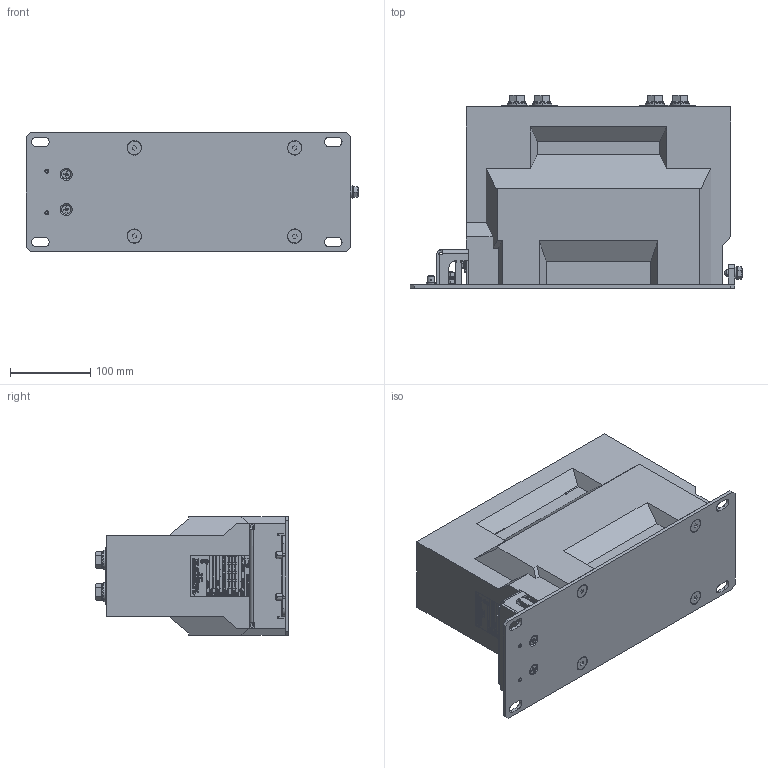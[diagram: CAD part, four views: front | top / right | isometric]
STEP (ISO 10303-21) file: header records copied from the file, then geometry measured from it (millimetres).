
FILE_DESCRIPTION (( 'STEP AP214' ), '1' );
FILE_NAME ('ﾒﾋﾊ-ﾑﾒ-10-18 (2000ﾀ).STEP', '2023-07-21T06:49:39', ( '' ), ( '' ), 'SwSTEP 2.0', 'SolidWorks 2014', '' );
FILE_SCHEMA (( 'AUTOMOTIVE_DESIGN' ));
Length unit declared in the file: millimetre
Products named in the file (27): ÂÅÈÓ.671213.552 Ñáîðêà ñ çàëèâêîé ÒËÊ-ÑÒ-10-18_02; ﾘ琺矜 DIN 127 B_6; Êîðïóñ^ÂÅÈÓ.671213.552 Ñáîðêà ñ çàëèâêîé ÒËÊ-ÑÒ-10-18_2000 €; Ãàéêà øåñòèãðàííàÿ DIN 934_6; ﾘ琺矜 DIN 125 ﾀ_8.01.019; ﾘ琺矜 DIN 125 ﾀ_6.01.019; ÂÅÈÓ.758472.024 Ãàéêà ñïåöèàëüíàÿ; countersunk flat head cross recess screw_din_ISO 7046-1 - M6 x 20 - Z --- 20N; ÂÅÈÓ.671213.347 Àêòèâíàÿ ÷àñòü ÒËÊ-ÑÒ-10-18_-02; Áîëò DIN 933_12å30 ; ﾘ琺矜 DIN 127 B_12; 屡扔.757465.021 袜觐礤黜桕_-03; ﾘ琺矜 DIN 125 ﾀ_12.01.019; 屡扔.758472.007 绵殛郷-02; Âèíò ïîòàé ñ âí. øåñò. DIN 7991_8å20; Áîëò DIN 933_5å10; ﾒﾋﾊ-ﾑﾒ-10-18 (2000ﾀ); Áîëò DIN 933_8å16; ﾘ琺矜 DIN 127 B_5; ﾘ琺矜 DIN 127 B_8; ﾘ琺矜 DIN 125 ﾀ_5.01.019; ÂÅÈÓ.754312.182À Òàáëè÷êà òåõíè÷åñêèõ äàííûõ ÒËÊ-ÑÒ_-00; 屡扔.758181.002 妈眚 镫铎徼痤忸黜; ÂÅÈÓ.735314.031 Êðûøêà çàùèòíàÿ_-00; ﾂﾅﾈﾓ.733411.113 ﾎ魵瑙韃; 屡扔.733411.007 务眍忄龛錩-09; 屡扔.757249.006 想囫蜩磬
Assembly tree (95 placements, depth 4):
  ﾒﾋﾊ-ﾑﾒ-10-18 (2000ﾀ)
    ÂÅÈÓ.671213.552 Ñáîðêà ñ çàëèâêîé ÒËÊ-ÑÒ-10-18_02
      ÂÅÈÓ.671213.347 Àêòèâíàÿ ÷àñòü ÒËÊ-ÑÒ-10-18_-02
        屡扔.758472.007 绵殛郷-02  x8
        屡扔.757465.021 袜觐礤黜桕_-03  x2
      ÂÅÈÓ.758472.024 Ãàéêà ñïåöèàëüíàÿ  x4
      ﾘ琺矜 DIN 125 ﾀ_8.01.019  x4
      Êîðïóñ^ÂÅÈÓ.671213.552 Ñáîðêà ñ çàëèâêîé ÒËÊ-ÑÒ-10-18_2000 €
    ﾂﾅﾈﾓ.733411.113 ﾎ魵瑙韃
      屡扔.757249.006 想囫蜩磬
      屡扔.733411.007 务眍忄龛錩-09
    ÂÅÈÓ.735314.031 Êðûøêà çàùèòíàÿ_-00
    屡扔.758181.002 妈眚 镫铎徼痤忸黜  x2
    ÂÅÈÓ.754312.182À Òàáëè÷êà òåõíè÷åñêèõ äàííûõ ÒËÊ-ÑÒ_-00
    ﾘ琺矜 DIN 125 ﾀ_5.01.019  x8
    ﾘ琺矜 DIN 125 ﾀ_8.01.019
    ﾘ琺矜 DIN 127 B_8
    ﾘ琺矜 DIN 127 B_5  x8
    Áîëò DIN 933_8å16
    Áîëò DIN 933_5å10  x8
    Âèíò ïîòàé ñ âí. øåñò. DIN 7991_8å20  x4
    ﾘ琺矜 DIN 125 ﾀ_12.01.019  x8
    ﾘ琺矜 DIN 127 B_12  x8
    Áîëò DIN 933_12å30   x8
    countersunk flat head cross recess screw_din_ISO 7046-1 - M6 x 20 - Z --- 20N  x2
    ﾘ琺矜 DIN 125 ﾀ_6.01.019  x4
    Ãàéêà øåñòèãðàííàÿ DIN 934_6  x4
    ﾘ琺矜 DIN 127 B_6  x2
Bounding box: 413.9 x 240.96 x 148 mm (x, y, z)
Volume: 9376324.4 mm3; surface area: 586497.8 mm2
Topology: 92 solids, 92 shells, 4938 faces, 12698 edges, 8267 vertices
Faces by surface type: plane 2681, bspline 1228, cylinder 550, cone 354, torus 113, sphere 12
Entity records: 205027 total; most frequent: CARTESIAN_POINT 84025, ORIENTED_EDGE 20854, DIRECTION 14109, EDGE_CURVE 10427, VECTOR 7245, LINE 7245, VERTEX_POINT 6904, EDGE_LOOP 4351
